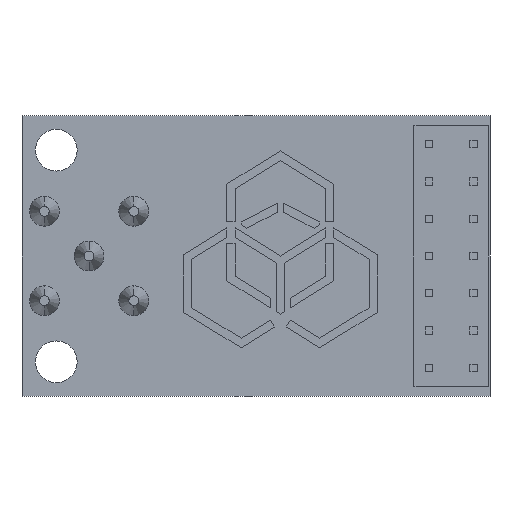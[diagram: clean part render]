
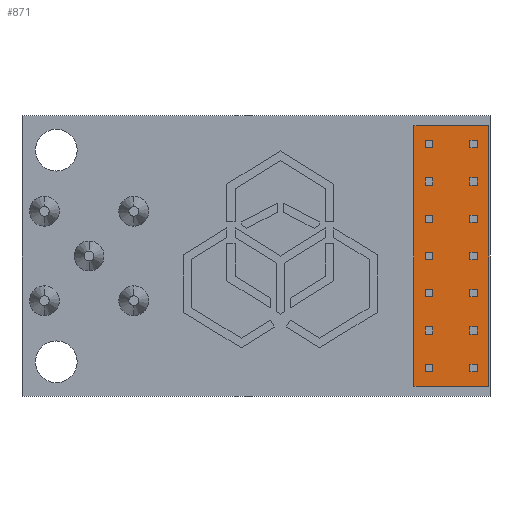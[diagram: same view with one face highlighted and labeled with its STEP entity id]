
A CAD part, front view. The second image highlights one B-rep face of the part: STEP entity #871.
In plain terms, the highlighted planar face has unit normal (0, -1, 0).
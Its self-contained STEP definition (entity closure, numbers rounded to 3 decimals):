
#574 = PLANE ( 'NONE',  #6563 ) ;
#871 = ADVANCED_FACE ( 'NONE', ( #6695 ), #574, .F. ) ;
#1036 = LINE ( 'NONE', #6117, #4602 ) ;
#1212 = EDGE_CURVE ( 'NONE', #8361, #1444, #3076, .T. ) ;
#1282 = EDGE_CURVE ( 'NONE', #6477, #8361, #2260, .T. ) ;
#1307 = VECTOR ( 'NONE', #2943, 1000. ) ;
#1444 = VERTEX_POINT ( 'NONE', #3323 ) ;
#1656 = ORIENTED_EDGE ( 'NONE', *, *, #4593, .T. ) ;
#1689 = DIRECTION ( 'NONE',  ( -1., 0., 0. ) ) ;
#2138 = DIRECTION ( 'NONE',  ( 0., 0., 1. ) ) ;
#2260 = LINE ( 'NONE', #6332, #5584 ) ;
#2293 = EDGE_LOOP ( 'NONE', ( #7612, #2865, #1656, #4288 ) ) ;
#2865 = ORIENTED_EDGE ( 'NONE', *, *, #8082, .T. ) ;
#2943 = DIRECTION ( 'NONE',  ( 0., 0., -1. ) ) ;
#3076 = LINE ( 'NONE', #6251, #1307 ) ;
#3323 = CARTESIAN_POINT ( 'NONE',  ( 10.6, -2.5, -8.75 ) ) ;
#3647 = CARTESIAN_POINT ( 'NONE',  ( 0., -2.5, 0. ) ) ;
#3824 = CARTESIAN_POINT ( 'NONE',  ( 15.6, -2.5, 8.75 ) ) ;
#4097 = CARTESIAN_POINT ( 'NONE',  ( 10.6, -2.5, 8.75 ) ) ;
#4288 = ORIENTED_EDGE ( 'NONE', *, *, #1282, .T. ) ;
#4305 = LINE ( 'NONE', #5847, #7600 ) ;
#4325 = DIRECTION ( 'NONE',  ( 0., 0., 1. ) ) ;
#4593 = EDGE_CURVE ( 'NONE', #6931, #6477, #1036, .T. ) ;
#4602 = VECTOR ( 'NONE', #2138, 1000. ) ;
#5584 = VECTOR ( 'NONE', #1689, 1000. ) ;
#5847 = CARTESIAN_POINT ( 'NONE',  ( 15.6, -2.5, -8.75 ) ) ;
#6117 = CARTESIAN_POINT ( 'NONE',  ( 15.6, -2.5, 8.75 ) ) ;
#6251 = CARTESIAN_POINT ( 'NONE',  ( 10.6, -2.5, 8.75 ) ) ;
#6332 = CARTESIAN_POINT ( 'NONE',  ( 15.6, -2.5, 8.75 ) ) ;
#6477 = VERTEX_POINT ( 'NONE', #3824 ) ;
#6481 = DIRECTION ( 'NONE',  ( 1., 0., 0. ) ) ;
#6563 = AXIS2_PLACEMENT_3D ( 'NONE', #3647, #8243, #4325 ) ;
#6695 = FACE_OUTER_BOUND ( 'NONE', #2293, .T. ) ;
#6931 = VERTEX_POINT ( 'NONE', #7876 ) ;
#7600 = VECTOR ( 'NONE', #6481, 1000. ) ;
#7612 = ORIENTED_EDGE ( 'NONE', *, *, #1212, .T. ) ;
#7876 = CARTESIAN_POINT ( 'NONE',  ( 15.6, -2.5, -8.75 ) ) ;
#8082 = EDGE_CURVE ( 'NONE', #1444, #6931, #4305, .T. ) ;
#8243 = DIRECTION ( 'NONE',  ( 0., 1., 0. ) ) ;
#8361 = VERTEX_POINT ( 'NONE', #4097 ) ;
